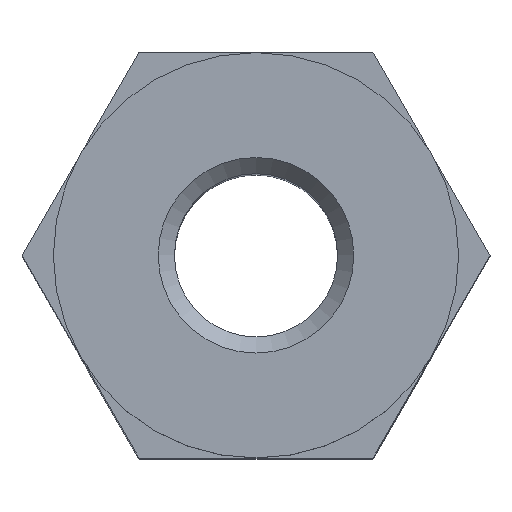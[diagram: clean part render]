
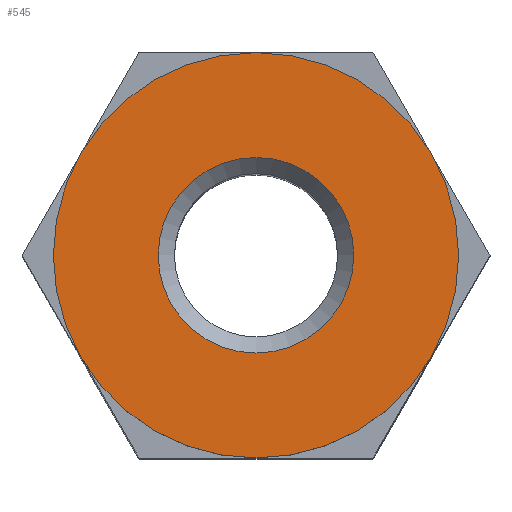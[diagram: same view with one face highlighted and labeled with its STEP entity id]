
A CAD part, top view. The second image highlights one B-rep face of the part: STEP entity #545.
In plain terms, the highlighted planar face has unit normal (0, 0, 1).
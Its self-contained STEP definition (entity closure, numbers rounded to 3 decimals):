
#123=ORIENTED_EDGE('',*,*,#213,.T.);
#124=ORIENTED_EDGE('',*,*,#214,.T.);
#213=EDGE_CURVE('',#255,#255,#261,.T.);
#214=EDGE_CURVE('',#256,#256,#262,.T.);
#255=VERTEX_POINT('',#797);
#256=VERTEX_POINT('',#799);
#261=CIRCLE('',#578,1.207);
#262=CIRCLE('',#579,2.5);
#285=EDGE_LOOP('',(#123));
#286=EDGE_LOOP('',(#124));
#317=FACE_BOUND('',#285,.T.);
#318=FACE_BOUND('',#286,.T.);
#348=PLANE('',#577);
#545=ADVANCED_FACE('',(#317,#318),#348,.T.);
#577=AXIS2_PLACEMENT_3D('',#795,#661,#662);
#578=AXIS2_PLACEMENT_3D('',#796,#663,#664);
#579=AXIS2_PLACEMENT_3D('',#798,#665,#666);
#661=DIRECTION('',(0.,0.,1.));
#662=DIRECTION('',(1.,0.,0.));
#663=DIRECTION('',(0.,0.,-1.));
#664=DIRECTION('',(1.,0.,0.));
#665=DIRECTION('',(0.,0.,1.));
#666=DIRECTION('',(1.,0.,0.));
#795=CARTESIAN_POINT('',(0.,0.,5.));
#796=CARTESIAN_POINT('',(0.,0.,5.));
#797=CARTESIAN_POINT('',(1.207,0.,5.));
#798=CARTESIAN_POINT('',(0.,0.,5.));
#799=CARTESIAN_POINT('',(2.5,0.,5.));
